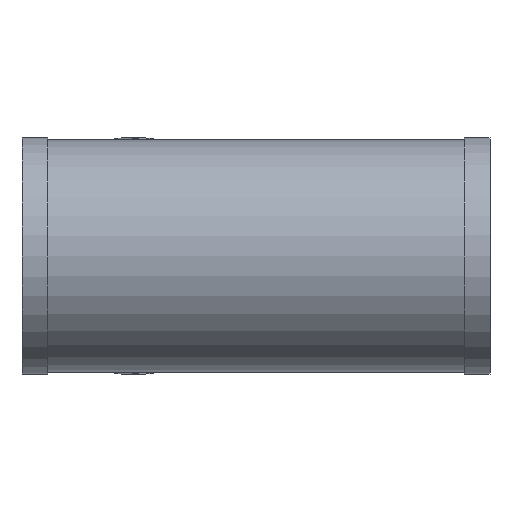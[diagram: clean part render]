
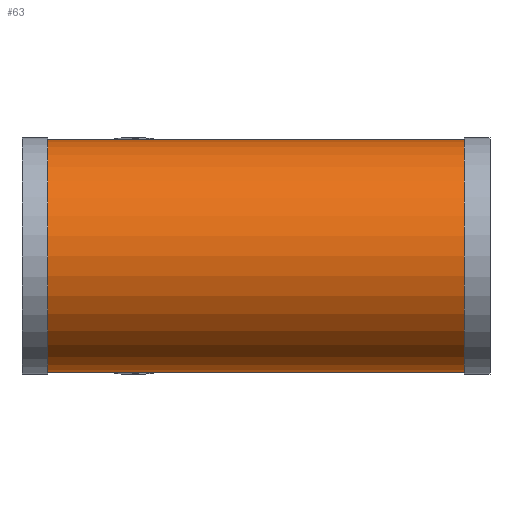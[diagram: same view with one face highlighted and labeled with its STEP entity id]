
A CAD part, front view. The second image highlights one B-rep face of the part: STEP entity #63.
In plain terms, the highlighted cylindrical face has radius 250 mm (diameter 500 mm), a full revolution.
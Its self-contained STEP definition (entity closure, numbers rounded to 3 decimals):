
#63 = ADVANCED_FACE( '', ( #139, #140, #141 ), #142, .T. );
#139 = FACE_OUTER_BOUND( '', #224, .T. );
#140 = FACE_BOUND( '', #225, .T. );
#141 = FACE_OUTER_BOUND( '', #226, .T. );
#142 = CYLINDRICAL_SURFACE( '', #227, 250. );
#224 = EDGE_LOOP( '', ( #325 ) );
#225 = EDGE_LOOP( '', ( #326, #327 ) );
#226 = EDGE_LOOP( '', ( #328 ) );
#227 = AXIS2_PLACEMENT_3D( '', #329, #330, #331 );
#325 = ORIENTED_EDGE( '', *, *, #405, .T. );
#326 = ORIENTED_EDGE( '', *, *, #401, .F. );
#327 = ORIENTED_EDGE( '', *, *, #402, .F. );
#328 = ORIENTED_EDGE( '', *, *, #409, .F. );
#329 = CARTESIAN_POINT( '', ( 504., 0., 0. ) );
#330 = DIRECTION( '', ( -1., 0., 0. ) );
#331 = DIRECTION( '', ( 0., 0., -1. ) );
#401 = EDGE_CURVE( '', #454, #455, #456, .F. );
#402 = EDGE_CURVE( '', #455, #454, #457, .F. );
#405 = EDGE_CURVE( '', #461, #461, #462, .T. );
#409 = EDGE_CURVE( '', #467, #467, #468, .T. );
#454 = VERTEX_POINT( '', #517 );
#455 = VERTEX_POINT( '', #518 );
#456 = ELLIPSE( '', #519, 653.281, 250. );
#457 = ELLIPSE( '', #520, 270.598, 250. );
#461 = VERTEX_POINT( '', #524 );
#462 = CIRCLE( '', #525, 250. );
#467 = VERTEX_POINT( '', #530 );
#468 = CIRCLE( '', #531, 250. );
#517 = CARTESIAN_POINT( '', ( 250., 0., -250. ) );
#518 = CARTESIAN_POINT( '', ( 250., 0., 250. ) );
#519 = AXIS2_PLACEMENT_3D( '', #584, #585, #586 );
#520 = AXIS2_PLACEMENT_3D( '', #587, #588, #589 );
#524 = CARTESIAN_POINT( '', ( -449., 0., -250. ) );
#525 = AXIS2_PLACEMENT_3D( '', #593, #594, #595 );
#530 = CARTESIAN_POINT( '', ( 449., 0., -250. ) );
#531 = AXIS2_PLACEMENT_3D( '', #599, #600, #601 );
#584 = CARTESIAN_POINT( '', ( 250., 0., 0. ) );
#585 = DIRECTION( '', ( -0.383, -0.924, 0. ) );
#586 = DIRECTION( '', ( 0.924, -0.383, 0. ) );
#587 = CARTESIAN_POINT( '', ( 250., 0., 0. ) );
#588 = DIRECTION( '', ( 0.924, -0.383, 0. ) );
#589 = DIRECTION( '', ( -0.383, -0.924, 0. ) );
#593 = CARTESIAN_POINT( '', ( -449., 0., 0. ) );
#594 = DIRECTION( '', ( 1., 0., 0. ) );
#595 = DIRECTION( '', ( 0., 0., -1. ) );
#599 = CARTESIAN_POINT( '', ( 449., 0., 0. ) );
#600 = DIRECTION( '', ( 1., 0., 0. ) );
#601 = DIRECTION( '', ( 0., 0., -1. ) );
